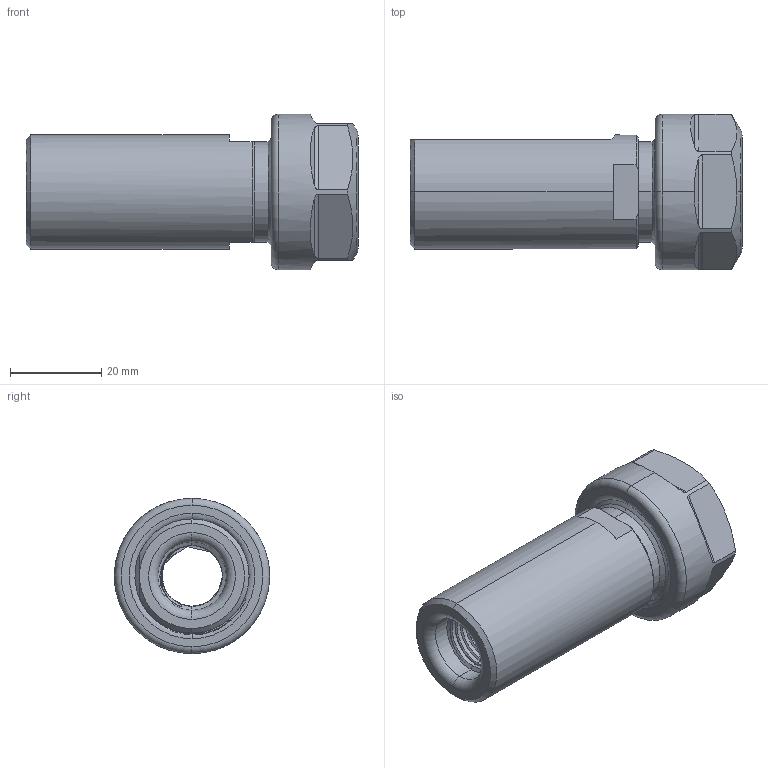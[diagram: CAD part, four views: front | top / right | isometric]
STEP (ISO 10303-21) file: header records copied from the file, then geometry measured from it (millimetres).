
FILE_DESCRIPTION (( 'STEP AP203' ), '1' );
FILE_NAME ('120.02.A.13.STEP', '2016-11-28T09:53:48', ( '' ), ( '' ), 'SwSTEP 2.0', 'SolidWorks 2012', '' );
FILE_SCHEMA (( 'CONFIG_CONTROL_DESIGN' ));
Length unit declared in the file: millimetre
Products named in the file (3): 120.02.A.13; 2-01.000.0200190C7_ER20螺帽(六角)
Assembly tree (2 placements, depth 2):
  120.02.A.13
    120.02.A.13
    2-01.000.0200190C7_ER20螺帽(六角)
Bounding box: 72.7 x 34 x 34 mm (x, y, z)
Volume: 26822.4 mm3; surface area: 14992.8 mm2
Topology: 2 solids, 2 shells, 168 faces, 448 edges, 284 vertices
Faces by surface type: cylinder 86, plane 28, torus 24, cone 18, bspline 12
Entity records: 11440 total; most frequent: CARTESIAN_POINT 7471, ORIENTED_EDGE 892, DIRECTION 670, EDGE_CURVE 446, VERTEX_POINT 284, AXIS2_PLACEMENT_3D 270, EDGE_LOOP 174, ADVANCED_FACE 168
